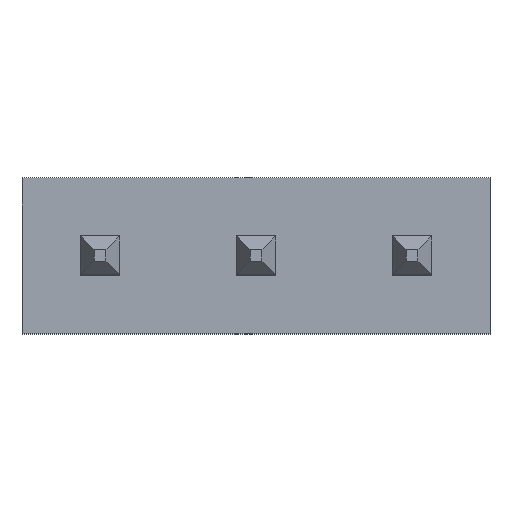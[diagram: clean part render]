
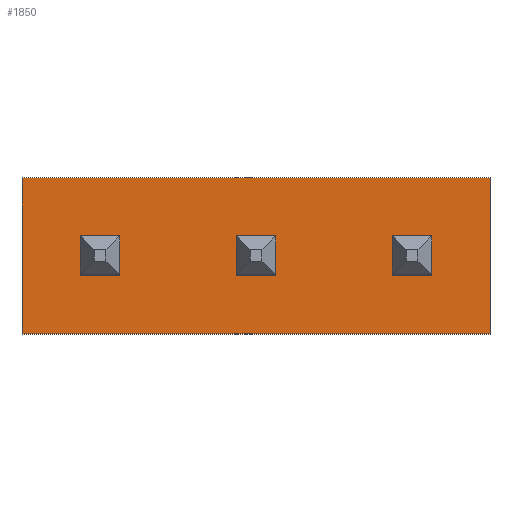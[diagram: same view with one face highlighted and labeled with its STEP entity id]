
A CAD part, top view. The second image highlights one B-rep face of the part: STEP entity #1850.
In plain terms, the highlighted planar face has unit normal (0, 0, 1).
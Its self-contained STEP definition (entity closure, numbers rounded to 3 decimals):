
#1725 = CARTESIAN_POINT ( 'NONE',  ( 5., 1., 2.54 ) ) ;
#1726 = VERTEX_POINT ( 'NONE', #1725 ) ;
#1733 = CARTESIAN_POINT ( 'NONE',  ( 5., -1., 2.54 ) ) ;
#1734 = VERTEX_POINT ( 'NONE', #1733 ) ;
#1735 = CARTESIAN_POINT ( 'NONE',  ( 5., -1., 2.54 ) ) ;
#1736 = DIRECTION ( 'NONE',  ( 0., 1., 0. ) ) ;
#1737 = VECTOR ( 'NONE', #1736, 1000. ) ;
#1738 = LINE ( 'NONE', #1735, #1737 ) ;
#1739 = EDGE_CURVE ( 'NONE', #1734, #1726, #1738, .T. ) ;
#1763 = CARTESIAN_POINT ( 'NONE',  ( -1., 1., 2.54 ) ) ;
#1764 = VERTEX_POINT ( 'NONE', #1763 ) ;
#1771 = CARTESIAN_POINT ( 'NONE',  ( -1., 1., 2.54 ) ) ;
#1772 = DIRECTION ( 'NONE',  ( -1., 0., 0. ) ) ;
#1773 = VECTOR ( 'NONE', #1772, 1000. ) ;
#1774 = LINE ( 'NONE', #1771, #1773 ) ;
#1775 = EDGE_CURVE ( 'NONE', #1726, #1764, #1774, .T. ) ;
#1794 = CARTESIAN_POINT ( 'NONE',  ( -1., -1., 2.54 ) ) ;
#1795 = VERTEX_POINT ( 'NONE', #1794 ) ;
#1802 = CARTESIAN_POINT ( 'NONE',  ( -1., -1., 2.54 ) ) ;
#1803 = DIRECTION ( 'NONE',  ( 0., -1., 0. ) ) ;
#1804 = VECTOR ( 'NONE', #1803, 1000. ) ;
#1805 = LINE ( 'NONE', #1802, #1804 ) ;
#1806 = EDGE_CURVE ( 'NONE', #1764, #1795, #1805, .T. ) ;
#1824 = CARTESIAN_POINT ( 'NONE',  ( -1., -1., 2.54 ) ) ;
#1825 = DIRECTION ( 'NONE',  ( 1., 0., 0. ) ) ;
#1826 = VECTOR ( 'NONE', #1825, 1000. ) ;
#1827 = LINE ( 'NONE', #1824, #1826 ) ;
#1828 = EDGE_CURVE ( 'NONE', #1795, #1734, #1827, .T. ) ;
#1839 = ORIENTED_EDGE ( 'NONE', *, *, #1739, .T. ) ;
#1840 = ORIENTED_EDGE ( 'NONE', *, *, #1775, .T. ) ;
#1841 = ORIENTED_EDGE ( 'NONE', *, *, #1806, .T. ) ;
#1842 = ORIENTED_EDGE ( 'NONE', *, *, #1828, .T. ) ;
#1843 = EDGE_LOOP ( 'NONE', ( #1839, #1840, #1841, #1842 ) ) ;
#1844 = FACE_OUTER_BOUND ( 'NONE', #1843, .T. ) ;
#1845 = CARTESIAN_POINT ( 'NONE',  ( 2., 0., 2.54 ) ) ;
#1846 = DIRECTION ( 'NONE',  ( 0., 0., -1. ) ) ;
#1847 = DIRECTION ( 'NONE',  ( 0., 1., 0. ) ) ;
#1848 = AXIS2_PLACEMENT_3D ( 'NONE', #1845, #1846, #1847 ) ;
#1849 = PLANE ( 'NONE', #1848 ) ;
#1850 = ADVANCED_FACE ( 'NONE', ( #1844 ), #1849, .F. ) ;
